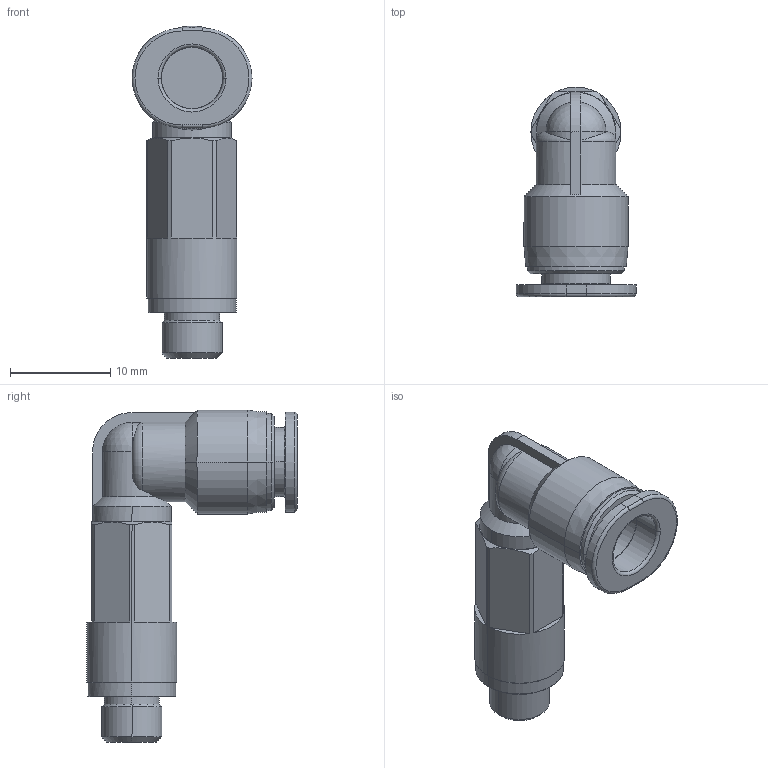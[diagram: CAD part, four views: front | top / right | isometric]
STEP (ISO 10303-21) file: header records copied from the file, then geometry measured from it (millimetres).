
FILE_DESCRIPTION((''),'2;1');
FILE_NAME('PLL06M6C-mdt.stp','2017-07-24T14:49:17',(''),(''),'Mechanical Desktop 2009','Mechanical Desktop 2009',', , ');
FILE_SCHEMA(('CONFIG_CONTROL_DESIGN'));
Length unit declared in the file: millimetre
Products named in the file (6): PLL06M6C-MDTA; PLL06M6C-MDT; COLLAR-L06C; LM6C; LM5C; NLM5C
Assembly tree (6 placements, depth 2):
  PLL06M6C-MDTA
    PLL06M6C-MDT
    COLLAR-L06C  x2
    LM6C
    LM5C
    NLM5C
Bounding box: 12 x 21 x 33.2 mm (x, y, z)
Volume: 2146.9 mm3; surface area: 1730.2 mm2
Topology: 1 solids, 1 shells, 101 faces, 235 edges, 144 vertices
Faces by surface type: plane 36, cylinder 32, cone 21, torus 6, bspline 4, sphere 2
Entity records: 3281 total; most frequent: CARTESIAN_POINT 814, DIRECTION 524, ORIENTED_EDGE 470, EDGE_CURVE 235, AXIS2_PLACEMENT_3D 217, VERTEX_POINT 144, CIRCLE 113, EDGE_LOOP 109
